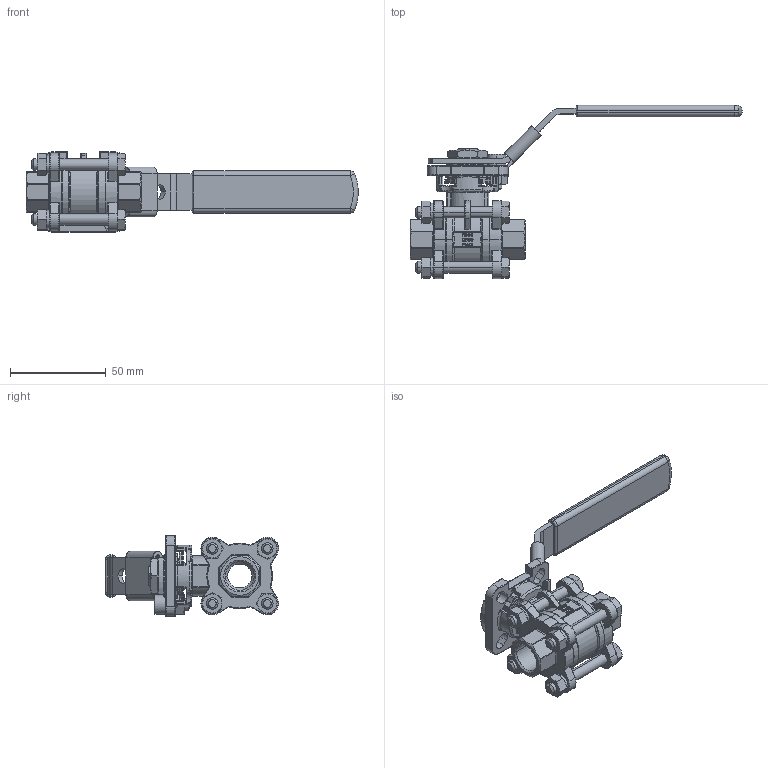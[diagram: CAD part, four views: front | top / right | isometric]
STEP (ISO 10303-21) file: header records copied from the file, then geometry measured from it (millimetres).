
FILE_DESCRIPTION (( 'STEP AP214' ), '1' );
FILE_NAME ('K3-038-0IG-4 Kugelhahn 1801.STEP', '2018-01-03T08:56:22', ( '' ), ( '' ), 'SwSTEP 2.0', 'SolidWorks 2016', '' );
FILE_SCHEMA (( 'AUTOMOTIVE_DESIGN' ));
Length unit declared in the file: millimetre
Products named in the file (1): K3-038-0IG-4 Kugelhahn 1801
Bounding box: 172.92 x 90.22 x 42 mm (x, y, z)
Volume: 76678.9 mm3; surface area: 32960.8 mm2
Topology: 1 solids, 9 shells, 1782 faces, 4354 edges, 2569 vertices
Faces by surface type: plane 517, cylinder 424, bspline 377, torus 275, cone 147, sphere 42
Entity records: 72114 total; most frequent: CARTESIAN_POINT 28877, ORIENTED_EDGE 8576, DIRECTION 7641, EDGE_CURVE 4288, AXIS2_PLACEMENT_3D 2974, VERTEX_POINT 2569, EDGE_LOOP 1877, FACE_OUTER_BOUND 1782
